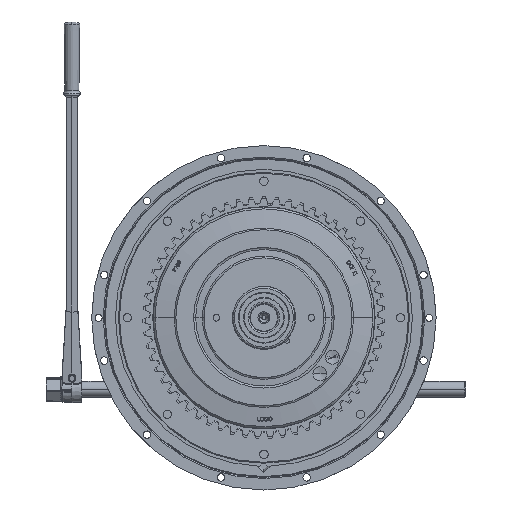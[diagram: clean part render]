
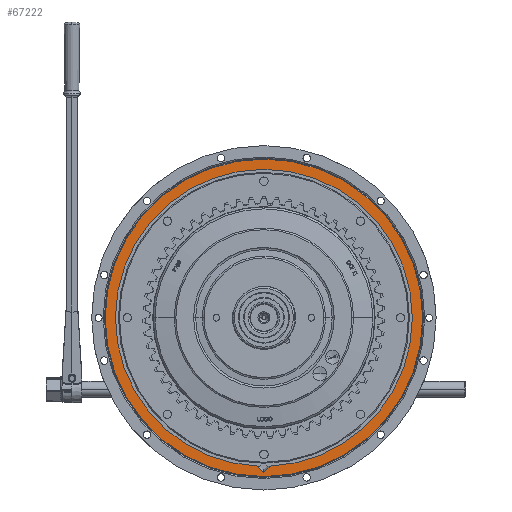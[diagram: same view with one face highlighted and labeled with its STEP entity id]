
A CAD part, top view. The second image highlights one B-rep face of the part: STEP entity #67222.
In plain terms, the highlighted planar face has unit normal (0, 0, 1).
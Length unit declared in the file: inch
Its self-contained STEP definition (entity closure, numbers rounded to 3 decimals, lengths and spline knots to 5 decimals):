
#651 = CARTESIAN_POINT ( 'NONE',  ( 10.02661, 0., 0.25 ) ) ;
#1345 = DIRECTION ( 'NONE',  ( 1., 0., 0. ) ) ;
#2132 = CARTESIAN_POINT ( 'NONE',  ( -9.375, 0., 0.25 ) ) ;
#3337 = DIRECTION ( 'NONE',  ( 1., 0., 0. ) ) ;
#3936 = CARTESIAN_POINT ( 'NONE',  ( 0., 0., 0.25 ) ) ;
#4097 = DIRECTION ( 'NONE',  ( 0., 0., 1. ) ) ;
#6895 = AXIS2_PLACEMENT_3D ( 'NONE', #40475, #4097, #46570 ) ;
#7094 = CARTESIAN_POINT ( 'NONE',  ( 9.375, 0., 0.25 ) ) ;
#10025 = DIRECTION ( 'NONE',  ( 1., 0., 0. ) ) ;
#11183 = AXIS2_PLACEMENT_3D ( 'NONE', #75967, #39729, #3337 ) ;
#11313 = ORIENTED_EDGE ( 'NONE', *, *, #48448, .F. ) ;
#12380 = DIRECTION ( 'NONE',  ( 0.707, 0.707, 0. ) ) ;
#15559 = FACE_BOUND ( 'NONE', #17707, .T. ) ;
#15668 = ORIENTED_EDGE ( 'NONE', *, *, #77391, .T. ) ;
#15821 = VERTEX_POINT ( 'NONE', #7094 ) ;
#15951 = CARTESIAN_POINT ( 'NONE',  ( -0.51145, -9.24355, 0.25 ) ) ;
#16844 = CARTESIAN_POINT ( 'NONE',  ( 0.38803, -9.36697, 0.25 ) ) ;
#16977 = VECTOR ( 'NONE', #52325, 39.37008 ) ;
#17160 = VERTEX_POINT ( 'NONE', #651 ) ;
#17707 = EDGE_LOOP ( 'NONE', ( #44578, #30134, #41237, #63677, #11313 ) ) ;
#18706 = CIRCLE ( 'NONE', #6895, 9.375 ) ;
#19172 = AXIS2_PLACEMENT_3D ( 'NONE', #21871, #64323, #27949 ) ;
#19735 = CARTESIAN_POINT ( 'NONE',  ( -10.02661, 0., 0.25 ) ) ;
#20677 = VERTEX_POINT ( 'NONE', #16844 ) ;
#21871 = CARTESIAN_POINT ( 'NONE',  ( 0., 0., 0.25 ) ) ;
#22293 = DIRECTION ( 'NONE',  ( 0., 0., 1. ) ) ;
#23792 = ORIENTED_EDGE ( 'NONE', *, *, #42244, .T. ) ;
#24199 = EDGE_CURVE ( 'NONE', #51349, #63875, #18706, .T. ) ;
#27949 = DIRECTION ( 'NONE',  ( 1., 0., 0. ) ) ;
#29408 = CARTESIAN_POINT ( 'NONE',  ( -0.38803, -9.36697, 0.25 ) ) ;
#29822 = CIRCLE ( 'NONE', #63696, 10.02661 ) ;
#30134 = ORIENTED_EDGE ( 'NONE', *, *, #54383, .F. ) ;
#30624 = VERTEX_POINT ( 'NONE', #50878 ) ;
#32338 = CIRCLE ( 'NONE', #19172, 9.375 ) ;
#32526 = AXIS2_PLACEMENT_3D ( 'NONE', #69762, #22293, #64735 ) ;
#33212 = LINE ( 'NONE', #48745, #47475 ) ;
#34557 = VERTEX_POINT ( 'NONE', #19735 ) ;
#37546 = EDGE_CURVE ( 'NONE', #63875, #30624, #51161, .T. ) ;
#37735 = DIRECTION ( 'NONE',  ( 0., 0., 1. ) ) ;
#39729 = DIRECTION ( 'NONE',  ( 0., 0., 1. ) ) ;
#40475 = CARTESIAN_POINT ( 'NONE',  ( 0., 0., 0.25 ) ) ;
#41237 = ORIENTED_EDGE ( 'NONE', *, *, #37546, .F. ) ;
#41584 = CIRCLE ( 'NONE', #65429, 10.02661 ) ;
#42244 = EDGE_CURVE ( 'NONE', #34557, #17160, #29822, .T. ) ;
#44578 = ORIENTED_EDGE ( 'NONE', *, *, #52012, .F. ) ;
#46403 = DIRECTION ( 'NONE',  ( 0., 0., 1. ) ) ;
#46570 = DIRECTION ( 'NONE',  ( 1., 0., 0. ) ) ;
#47475 = VECTOR ( 'NONE', #12380, 39.37008 ) ;
#48448 = EDGE_CURVE ( 'NONE', #15821, #51349, #32338, .T. ) ;
#48745 = CARTESIAN_POINT ( 'NONE',  ( -0.26462, -10.01962, 0.25 ) ) ;
#50878 = CARTESIAN_POINT ( 'NONE',  ( 0., -9.755, 0.25 ) ) ;
#51161 = LINE ( 'NONE', #15951, #16977 ) ;
#51349 = VERTEX_POINT ( 'NONE', #2132 ) ;
#52012 = EDGE_CURVE ( 'NONE', #20677, #15821, #55742, .T. ) ;
#52325 = DIRECTION ( 'NONE',  ( 0.707, -0.707, 0. ) ) ;
#54383 = EDGE_CURVE ( 'NONE', #30624, #20677, #33212, .T. ) ;
#55742 = CIRCLE ( 'NONE', #11183, 9.375 ) ;
#58666 = PLANE ( 'NONE',  #32526 ) ;
#63677 = ORIENTED_EDGE ( 'NONE', *, *, #24199, .F. ) ;
#63696 = AXIS2_PLACEMENT_3D ( 'NONE', #73979, #37735, #1345 ) ;
#63875 = VERTEX_POINT ( 'NONE', #29408 ) ;
#64323 = DIRECTION ( 'NONE',  ( 0., 0., 1. ) ) ;
#64735 = DIRECTION ( 'NONE',  ( 1., 0., 0. ) ) ;
#65429 = AXIS2_PLACEMENT_3D ( 'NONE', #3936, #46403, #10025 ) ;
#67222 = ADVANCED_FACE ( 'NONE', ( #78148, #15559 ), #58666, .T. ) ;
#69762 = CARTESIAN_POINT ( 'NONE',  ( 0., 10.06125, 0.25 ) ) ;
#73979 = CARTESIAN_POINT ( 'NONE',  ( 0., 0., 0.25 ) ) ;
#75967 = CARTESIAN_POINT ( 'NONE',  ( 0., 0., 0.25 ) ) ;
#77391 = EDGE_CURVE ( 'NONE', #17160, #34557, #41584, .T. ) ;
#78148 = FACE_OUTER_BOUND ( 'NONE', #78379, .T. ) ;
#78379 = EDGE_LOOP ( 'NONE', ( #23792, #15668 ) ) ;
